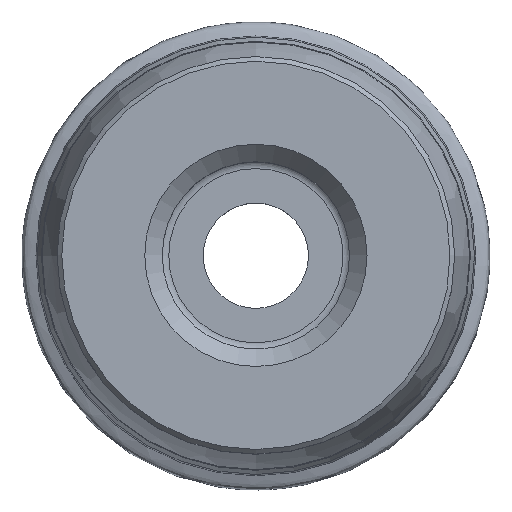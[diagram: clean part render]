
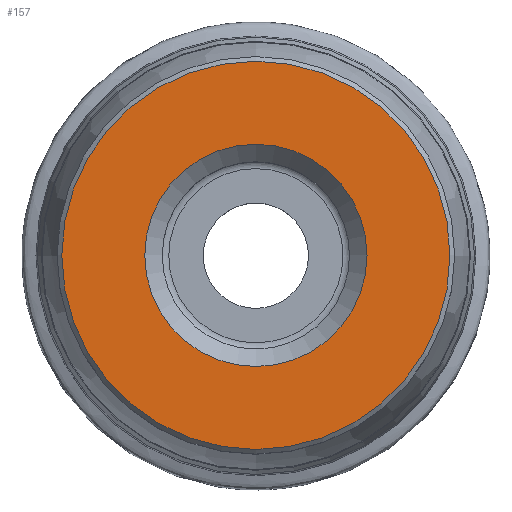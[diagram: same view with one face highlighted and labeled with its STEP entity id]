
A CAD part, top view. The second image highlights one B-rep face of the part: STEP entity #157.
In plain terms, the highlighted planar face has unit normal (0, 0, 1).
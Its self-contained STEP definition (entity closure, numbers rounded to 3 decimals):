
#119=PLANE('',#662);
#157=ADVANCED_FACE('CU_BACK_F001',(#226,#227),#119,.F.);
#226=FACE_BOUND('',#303,.T.);
#227=FACE_BOUND('',#304,.T.);
#303=EDGE_LOOP('',(#379));
#304=EDGE_LOOP('',(#380));
#379=ORIENTED_EDGE('',*,*,#471,.T.);
#380=ORIENTED_EDGE('',*,*,#474,.T.);
#432=VERTEX_POINT('',#978);
#435=VERTEX_POINT('',#986);
#471=EDGE_CURVE('',#432,#432,#509,.T.);
#474=EDGE_CURVE('',#435,#435,#512,.T.);
#509=CIRCLE('',#656,16.6);
#512=CIRCLE('',#661,9.505);
#656=AXIS2_PLACEMENT_3D('',#977,#797,#798);
#661=AXIS2_PLACEMENT_3D('',#985,#807,#808);
#662=AXIS2_PLACEMENT_3D('',#987,#809,#810);
#797=DIRECTION('',(0.,0.,1.));
#798=DIRECTION('',(-1.,0.,0.));
#807=DIRECTION('',(0.,0.,-1.));
#808=DIRECTION('',(1.,0.,0.));
#809=DIRECTION('',(0.,0.,-1.));
#810=DIRECTION('',(-1.,0.,0.));
#977=CARTESIAN_POINT('',(0.,0.,0.));
#978=CARTESIAN_POINT('',(-16.6,0.,0.));
#985=CARTESIAN_POINT('',(0.,0.,0.));
#986=CARTESIAN_POINT('',(9.505,0.,0.));
#987=CARTESIAN_POINT('',(-18.,0.,0.));
